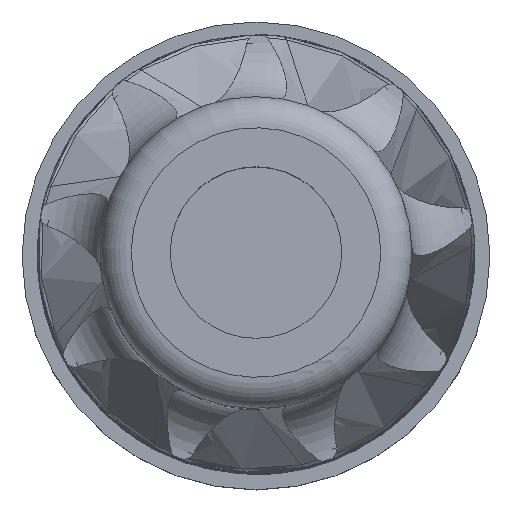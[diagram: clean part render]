
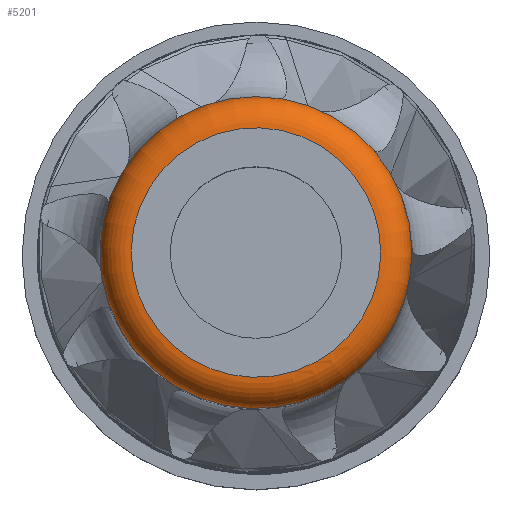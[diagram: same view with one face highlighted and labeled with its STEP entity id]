
A CAD part, top view. The second image highlights one B-rep face of the part: STEP entity #5201.
In plain terms, the highlighted toroidal (fillet/blend) face has major radius 4 mm and minor radius 1 mm.
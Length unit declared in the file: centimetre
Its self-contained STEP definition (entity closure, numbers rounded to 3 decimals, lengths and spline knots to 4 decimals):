
#27=TOROIDAL_SURFACE('',#5639,0.4,0.1);
#754=FACE_BOUND('',#1649,.T.);
#1294=FACE_OUTER_BOUND('',#1648,.T.);
#1648=EDGE_LOOP('',(#3669));
#1649=EDGE_LOOP('',(#3670));
#2006=CIRCLE('',#5640,0.5);
#2007=CIRCLE('',#5641,0.4);
#2284=VERTEX_POINT('',#7617);
#2285=VERTEX_POINT('',#7619);
#2805=EDGE_CURVE('',#2284,#2284,#2006,.T.);
#2806=EDGE_CURVE('',#2285,#2285,#2007,.T.);
#3669=ORIENTED_EDGE('',*,*,#2805,.T.);
#3670=ORIENTED_EDGE('',*,*,#2806,.T.);
#5201=ADVANCED_FACE('',(#1294,#754),#27,.T.);
#5639=AXIS2_PLACEMENT_3D('',#7616,#6025,#6026);
#5640=AXIS2_PLACEMENT_3D('',#7618,#6027,#6028);
#5641=AXIS2_PLACEMENT_3D('',#7620,#6029,#6030);
#6025=DIRECTION('center_axis',(0.,0.,1.));
#6026=DIRECTION('ref_axis',(1.,0.,0.));
#6027=DIRECTION('center_axis',(0.,0.,1.));
#6028=DIRECTION('ref_axis',(0.202,0.979,0.));
#6029=DIRECTION('center_axis',(0.,0.,-1.));
#6030=DIRECTION('ref_axis',(0.202,0.979,0.));
#7616=CARTESIAN_POINT('Origin',(0.,0.,6.4));
#7617=CARTESIAN_POINT('',(-0.101,-0.4897,6.4));
#7618=CARTESIAN_POINT('Origin',(0.,0.,6.4));
#7619=CARTESIAN_POINT('',(-0.0808,-0.3918,6.5));
#7620=CARTESIAN_POINT('Origin',(0.,0.,6.5));
